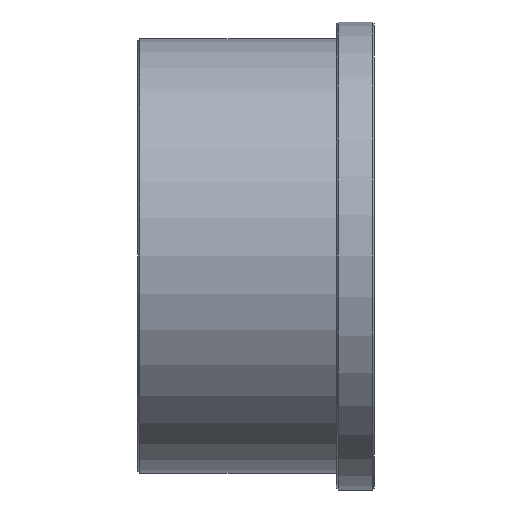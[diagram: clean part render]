
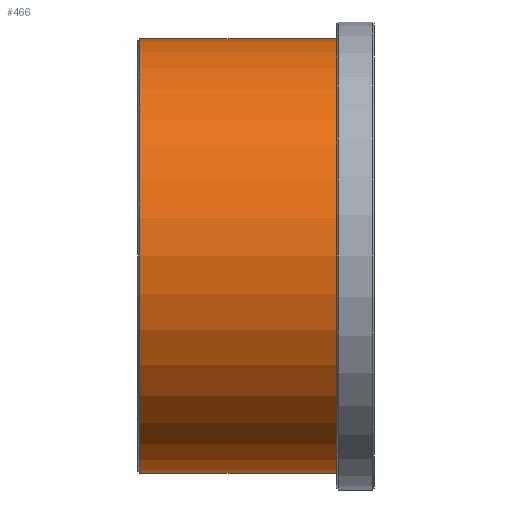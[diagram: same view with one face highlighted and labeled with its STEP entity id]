
A CAD part, front view. The second image highlights one B-rep face of the part: STEP entity #466.
In plain terms, the highlighted cylindrical face has radius 23 mm (diameter 46 mm), a partial arc.
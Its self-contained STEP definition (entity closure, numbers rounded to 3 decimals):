
#17 = AXIS2_PLACEMENT_3D ( 'NONE', #198, #399, #493 ) ;
#23 = AXIS2_PLACEMENT_3D ( 'NONE', #214, #42, #379 ) ;
#31 = VERTEX_POINT ( 'NONE', #319 ) ;
#40 = EDGE_CURVE ( 'NONE', #426, #311, #441, .T. ) ;
#42 = DIRECTION ( 'NONE',  ( -1., 0., 0. ) ) ;
#61 = VERTEX_POINT ( 'NONE', #212 ) ;
#125 = ORIENTED_EDGE ( 'NONE', *, *, #375, .F. ) ;
#130 = CIRCLE ( 'NONE', #17, 23. ) ;
#140 = DIRECTION ( 'NONE',  ( 0., 0., 1. ) ) ;
#150 = VECTOR ( 'NONE', #287, 1000. ) ;
#152 = EDGE_CURVE ( 'NONE', #31, #61, #356, .T. ) ;
#175 = CARTESIAN_POINT ( 'NONE',  ( 0., 0., 23. ) ) ;
#189 = FACE_OUTER_BOUND ( 'NONE', #345, .T. ) ;
#198 = CARTESIAN_POINT ( 'NONE',  ( 0.2, 0., 0. ) ) ;
#212 = CARTESIAN_POINT ( 'NONE',  ( 0.2, 0., -23. ) ) ;
#214 = CARTESIAN_POINT ( 'NONE',  ( 21., 0., 0. ) ) ;
#216 = CARTESIAN_POINT ( 'NONE',  ( 0.2, 0., 23. ) ) ;
#255 = AXIS2_PLACEMENT_3D ( 'NONE', #337, #346, #140 ) ;
#264 = CIRCLE ( 'NONE', #23, 23. ) ;
#274 = ORIENTED_EDGE ( 'NONE', *, *, #317, .T. ) ;
#287 = DIRECTION ( 'NONE',  ( -1., 0., 0. ) ) ;
#307 = ORIENTED_EDGE ( 'NONE', *, *, #152, .F. ) ;
#311 = VERTEX_POINT ( 'NONE', #216 ) ;
#317 = EDGE_CURVE ( 'NONE', #31, #426, #264, .T. ) ;
#319 = CARTESIAN_POINT ( 'NONE',  ( 21., 0., -23. ) ) ;
#337 = CARTESIAN_POINT ( 'NONE',  ( 0., 0., 0. ) ) ;
#345 = EDGE_LOOP ( 'NONE', ( #307, #274, #431, #125 ) ) ;
#346 = DIRECTION ( 'NONE',  ( -1., 0., 0. ) ) ;
#356 = LINE ( 'NONE', #438, #454 ) ;
#373 = CARTESIAN_POINT ( 'NONE',  ( 21., 0., 23. ) ) ;
#375 = EDGE_CURVE ( 'NONE', #61, #311, #130, .T. ) ;
#379 = DIRECTION ( 'NONE',  ( 0., 0., 1. ) ) ;
#399 = DIRECTION ( 'NONE',  ( -1., 0., 0. ) ) ;
#426 = VERTEX_POINT ( 'NONE', #373 ) ;
#431 = ORIENTED_EDGE ( 'NONE', *, *, #40, .T. ) ;
#438 = CARTESIAN_POINT ( 'NONE',  ( 0., 0., -23. ) ) ;
#441 = LINE ( 'NONE', #175, #150 ) ;
#454 = VECTOR ( 'NONE', #490, 1000. ) ;
#466 = ADVANCED_FACE ( 'NONE', ( #189 ), #470, .T. ) ;
#470 = CYLINDRICAL_SURFACE ( 'NONE', #255, 23. ) ;
#490 = DIRECTION ( 'NONE',  ( -1., 0., 0. ) ) ;
#493 = DIRECTION ( 'NONE',  ( 0., 0., 1. ) ) ;
